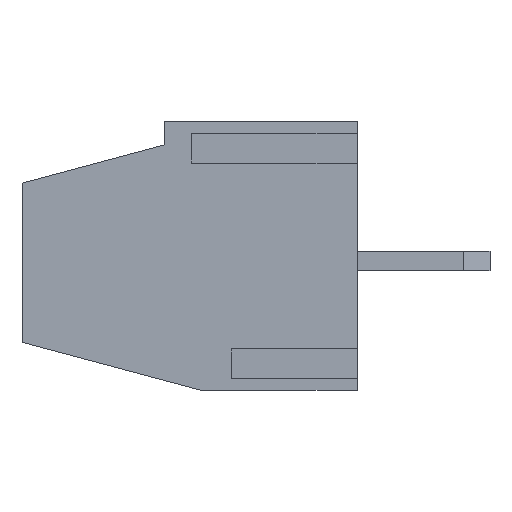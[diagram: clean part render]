
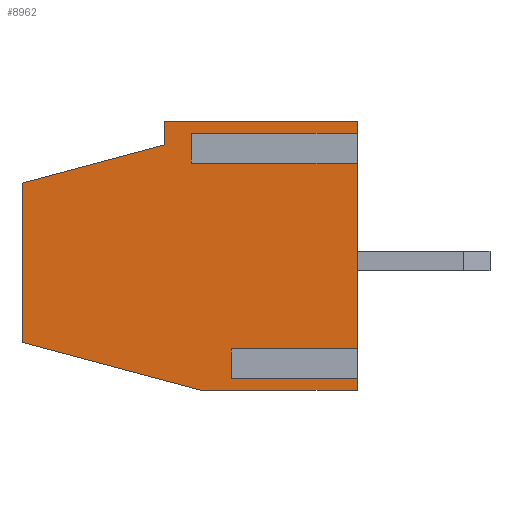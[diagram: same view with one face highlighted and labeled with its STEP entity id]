
A CAD part, left-side view. The second image highlights one B-rep face of the part: STEP entity #8962.
In plain terms, the highlighted planar face has unit normal (-1, 0, 0).
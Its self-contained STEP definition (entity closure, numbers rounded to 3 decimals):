
#89 = FACE_OUTER_BOUND ( 'NONE', #1163, .T. ) ;
#321 = VERTEX_POINT ( 'NONE', #25138 ) ;
#436 = VERTEX_POINT ( 'NONE', #17497 ) ;
#872 = EDGE_CURVE ( 'NONE', #24904, #14366, #26843, .T. ) ;
#1074 = EDGE_CURVE ( 'NONE', #26837, #14366, #7307, .T. ) ;
#1084 = DIRECTION ( 'NONE',  ( 0., -1., 0. ) ) ;
#1163 = EDGE_LOOP ( 'NONE', ( #8460, #13311, #26632, #16984, #9053, #4155, #8660, #5370, #9733, #22125, #24004, #4342, #10661, #18984, #16631 ) ) ;
#1319 = VECTOR ( 'NONE', #6892, 1000. ) ;
#1949 = LINE ( 'NONE', #8285, #3446 ) ;
#2303 = DIRECTION ( 'NONE',  ( 0., 0., 1. ) ) ;
#2578 = LINE ( 'NONE', #12761, #1319 ) ;
#3149 = CARTESIAN_POINT ( 'NONE',  ( -2.54, 0., 4.2 ) ) ;
#3257 = VERTEX_POINT ( 'NONE', #25863 ) ;
#3371 = DIRECTION ( 'NONE',  ( 0., 0., -1. ) ) ;
#3446 = VECTOR ( 'NONE', #20664, 1000. ) ;
#3691 = CARTESIAN_POINT ( 'NONE',  ( -2.54, 0., -2.832 ) ) ;
#3828 = AXIS2_PLACEMENT_3D ( 'NONE', #8198, #24271, #20164 ) ;
#3906 = CARTESIAN_POINT ( 'NONE',  ( -2.54, 10.1, -2.452 ) ) ;
#4023 = DIRECTION ( 'NONE',  ( 0., 0., 1. ) ) ;
#4155 = ORIENTED_EDGE ( 'NONE', *, *, #4781, .F. ) ;
#4172 = LINE ( 'NONE', #24728, #9860 ) ;
#4249 = VERTEX_POINT ( 'NONE', #23304 ) ;
#4266 = CARTESIAN_POINT ( 'NONE',  ( -2.54, 0., 3.668 ) ) ;
#4342 = ORIENTED_EDGE ( 'NONE', *, *, #9699, .F. ) ;
#4781 = EDGE_CURVE ( 'NONE', #16985, #26837, #7418, .T. ) ;
#4866 = CARTESIAN_POINT ( 'NONE',  ( -2.54, 10.1, 4.2 ) ) ;
#5370 = ORIENTED_EDGE ( 'NONE', *, *, #6926, .T. ) ;
#6355 = VERTEX_POINT ( 'NONE', #4266 ) ;
#6552 = VECTOR ( 'NONE', #11411, 1000. ) ;
#6892 = DIRECTION ( 'NONE',  ( 0., -0.966, 0.259 ) ) ;
#6926 = EDGE_CURVE ( 'NONE', #6355, #321, #4172, .T. ) ;
#7017 = CARTESIAN_POINT ( 'NONE',  ( -2.54, 3.8, -3.368 ) ) ;
#7307 = LINE ( 'NONE', #17922, #11294 ) ;
#7418 = LINE ( 'NONE', #13690, #8047 ) ;
#7727 = VECTOR ( 'NONE', #22903, 1000. ) ;
#7895 = VECTOR ( 'NONE', #25898, 1000. ) ;
#8047 = VECTOR ( 'NONE', #3371, 1000. ) ;
#8195 = CARTESIAN_POINT ( 'NONE',  ( -2.54, 0., 4.2 ) ) ;
#8198 = CARTESIAN_POINT ( 'NONE',  ( -2.54, 10.1, 4.2 ) ) ;
#8203 = CARTESIAN_POINT ( 'NONE',  ( -2.54, 10.1, 4.2 ) ) ;
#8285 = CARTESIAN_POINT ( 'NONE',  ( -2.54, 10.1, -2.452 ) ) ;
#8460 = ORIENTED_EDGE ( 'NONE', *, *, #12045, .F. ) ;
#8660 = ORIENTED_EDGE ( 'NONE', *, *, #14430, .T. ) ;
#8962 = ADVANCED_FACE ( 'NONE', ( #89 ), #22766, .F. ) ;
#9053 = ORIENTED_EDGE ( 'NONE', *, *, #1074, .F. ) ;
#9699 = EDGE_CURVE ( 'NONE', #10122, #23156, #12290, .T. ) ;
#9733 = ORIENTED_EDGE ( 'NONE', *, *, #16247, .F. ) ;
#9860 = VECTOR ( 'NONE', #24456, 1000. ) ;
#9991 = VERTEX_POINT ( 'NONE', #21777 ) ;
#10122 = VERTEX_POINT ( 'NONE', #3906 ) ;
#10432 = VECTOR ( 'NONE', #16939, 1000. ) ;
#10661 = ORIENTED_EDGE ( 'NONE', *, *, #12765, .F. ) ;
#10681 = VERTEX_POINT ( 'NONE', #26721 ) ;
#10891 = EDGE_CURVE ( 'NONE', #436, #24904, #16435, .T. ) ;
#11294 = VECTOR ( 'NONE', #21724, 1000. ) ;
#11411 = DIRECTION ( 'NONE',  ( 0., 0., 1. ) ) ;
#12045 = EDGE_CURVE ( 'NONE', #25763, #19710, #16845, .T. ) ;
#12290 = LINE ( 'NONE', #8203, #7727 ) ;
#12309 = VECTOR ( 'NONE', #2303, 1000. ) ;
#12386 = CARTESIAN_POINT ( 'NONE',  ( -2.54, 3.8, -3.368 ) ) ;
#12761 = CARTESIAN_POINT ( 'NONE',  ( -2.54, 10.1, 2.348 ) ) ;
#12765 = EDGE_CURVE ( 'NONE', #10681, #10122, #1949, .T. ) ;
#13045 = LINE ( 'NONE', #4866, #13954 ) ;
#13311 = ORIENTED_EDGE ( 'NONE', *, *, #25402, .T. ) ;
#13377 = LINE ( 'NONE', #17593, #7895 ) ;
#13403 = EDGE_CURVE ( 'NONE', #23156, #9991, #2578, .T. ) ;
#13490 = CARTESIAN_POINT ( 'NONE',  ( -2.54, 3.8, -2.832 ) ) ;
#13690 = CARTESIAN_POINT ( 'NONE',  ( -2.54, 5., 3.668 ) ) ;
#13745 = CARTESIAN_POINT ( 'NONE',  ( -2.54, 5., 3.668 ) ) ;
#13954 = VECTOR ( 'NONE', #1084, 1000. ) ;
#14366 = VERTEX_POINT ( 'NONE', #22935 ) ;
#14430 = EDGE_CURVE ( 'NONE', #16985, #6355, #18970, .T. ) ;
#15313 = DIRECTION ( 'NONE',  ( 0., -1., 0. ) ) ;
#15736 = CARTESIAN_POINT ( 'NONE',  ( -2.54, 5., 3.132 ) ) ;
#16036 = EDGE_CURVE ( 'NONE', #3257, #19710, #21607, .T. ) ;
#16247 = EDGE_CURVE ( 'NONE', #4249, #321, #13045, .T. ) ;
#16268 = LINE ( 'NONE', #24589, #12309 ) ;
#16435 = LINE ( 'NONE', #13490, #16484 ) ;
#16484 = VECTOR ( 'NONE', #18337, 1000. ) ;
#16493 = DIRECTION ( 'NONE',  ( 0., 0., 1. ) ) ;
#16631 = ORIENTED_EDGE ( 'NONE', *, *, #16036, .T. ) ;
#16845 = LINE ( 'NONE', #7017, #22488 ) ;
#16939 = DIRECTION ( 'NONE',  ( 0., -1., 0. ) ) ;
#16984 = ORIENTED_EDGE ( 'NONE', *, *, #872, .T. ) ;
#16985 = VERTEX_POINT ( 'NONE', #13745 ) ;
#17497 = CARTESIAN_POINT ( 'NONE',  ( -2.54, 3.8, -2.832 ) ) ;
#17593 = CARTESIAN_POINT ( 'NONE',  ( -2.54, 10.1, -3.9 ) ) ;
#17922 = CARTESIAN_POINT ( 'NONE',  ( -2.54, 5., 3.132 ) ) ;
#18103 = CARTESIAN_POINT ( 'NONE',  ( -2.54, 0., -3.368 ) ) ;
#18337 = DIRECTION ( 'NONE',  ( 0., -1., 0. ) ) ;
#18970 = LINE ( 'NONE', #25118, #10432 ) ;
#18984 = ORIENTED_EDGE ( 'NONE', *, *, #19342, .T. ) ;
#19342 = EDGE_CURVE ( 'NONE', #10681, #3257, #13377, .T. ) ;
#19710 = VERTEX_POINT ( 'NONE', #18103 ) ;
#20164 = DIRECTION ( 'NONE',  ( 0., 0., -1. ) ) ;
#20433 = VECTOR ( 'NONE', #16493, 1000. ) ;
#20664 = DIRECTION ( 'NONE',  ( 0., 0.966, 0.259 ) ) ;
#21607 = LINE ( 'NONE', #3149, #6552 ) ;
#21724 = DIRECTION ( 'NONE',  ( 0., -1., 0. ) ) ;
#21749 = CARTESIAN_POINT ( 'NONE',  ( -2.54, 10.1, 2.348 ) ) ;
#21777 = CARTESIAN_POINT ( 'NONE',  ( -2.54, 5.8, 3.5 ) ) ;
#22125 = ORIENTED_EDGE ( 'NONE', *, *, #23561, .F. ) ;
#22377 = CARTESIAN_POINT ( 'NONE',  ( -2.54, 3.8, -3.368 ) ) ;
#22406 = VECTOR ( 'NONE', #4023, 1000. ) ;
#22488 = VECTOR ( 'NONE', #15313, 1000. ) ;
#22766 = PLANE ( 'NONE',  #3828 ) ;
#22903 = DIRECTION ( 'NONE',  ( 0., 0., 1. ) ) ;
#22935 = CARTESIAN_POINT ( 'NONE',  ( -2.54, 0., 3.132 ) ) ;
#23156 = VERTEX_POINT ( 'NONE', #21749 ) ;
#23304 = CARTESIAN_POINT ( 'NONE',  ( -2.54, 5.8, 4.2 ) ) ;
#23561 = EDGE_CURVE ( 'NONE', #9991, #4249, #16268, .T. ) ;
#24004 = ORIENTED_EDGE ( 'NONE', *, *, #13403, .F. ) ;
#24271 = DIRECTION ( 'NONE',  ( 1., 0., 0. ) ) ;
#24456 = DIRECTION ( 'NONE',  ( 0., 0., 1. ) ) ;
#24589 = CARTESIAN_POINT ( 'NONE',  ( -2.54, 5.8, 3.5 ) ) ;
#24728 = CARTESIAN_POINT ( 'NONE',  ( -2.54, 0., 4.2 ) ) ;
#24904 = VERTEX_POINT ( 'NONE', #3691 ) ;
#25118 = CARTESIAN_POINT ( 'NONE',  ( -2.54, 5., 3.668 ) ) ;
#25138 = CARTESIAN_POINT ( 'NONE',  ( -2.54, 0., 4.2 ) ) ;
#25402 = EDGE_CURVE ( 'NONE', #25763, #436, #26609, .T. ) ;
#25763 = VERTEX_POINT ( 'NONE', #12386 ) ;
#25863 = CARTESIAN_POINT ( 'NONE',  ( -2.54, 0., -3.9 ) ) ;
#25898 = DIRECTION ( 'NONE',  ( 0., -1., 0. ) ) ;
#26609 = LINE ( 'NONE', #22377, #22406 ) ;
#26632 = ORIENTED_EDGE ( 'NONE', *, *, #10891, .T. ) ;
#26721 = CARTESIAN_POINT ( 'NONE',  ( -2.54, 4.697, -3.9 ) ) ;
#26837 = VERTEX_POINT ( 'NONE', #15736 ) ;
#26843 = LINE ( 'NONE', #8195, #20433 ) ;
